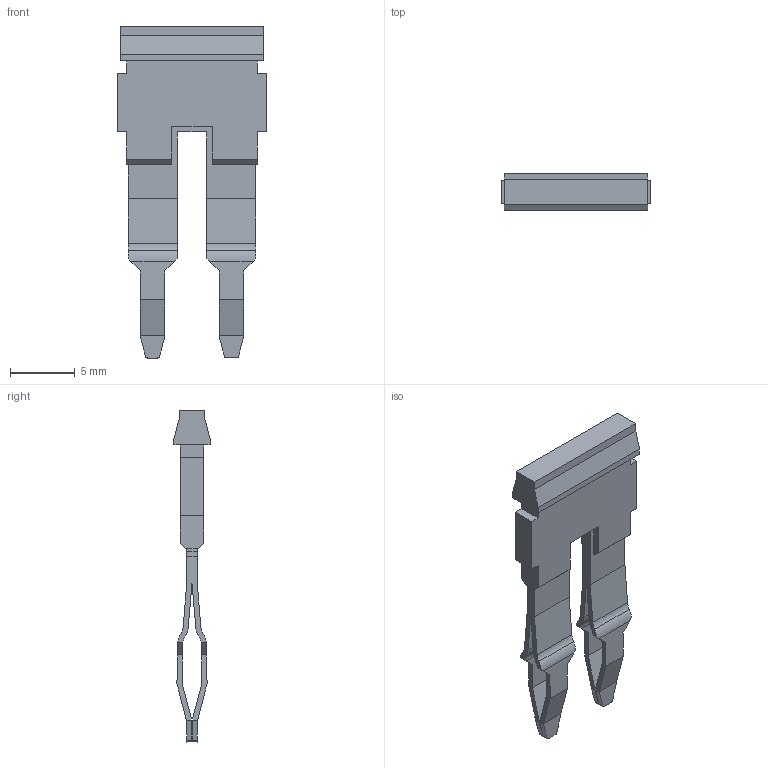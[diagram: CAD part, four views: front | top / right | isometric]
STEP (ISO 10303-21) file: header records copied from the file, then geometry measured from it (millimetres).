
FILE_DESCRIPTION(('CATIA V5R22 STEP214','CAx-IF Rec.Pracs.--- Model Styling and Organization---1.4--- 2014-01-23'),'2;1');
FILE_NAME ('020606-12_0_1758250000_1758250000.stp','2021-05-07T08:01:21+00:00',('none'),('Weidmueller'),'CATIA Version 5-6 Release 2016 SP3 HF44','CATIA V5 STEP AP214','none');
FILE_SCHEMA(('AUTOMOTIVE_DESIGN { 1 0 10303 214 1 1 1 1 }'));
Length unit declared in the file: millimetre
Products named in the file (1): ZQV_4N_2
Bounding box: 11.5 x 2.8 x 25.7 mm (x, y, z)
Volume: 271.1 mm3; surface area: 748.6 mm2
Topology: 2 solids, 3 shells, 137 faces, 410 edges, 280 vertices
Faces by surface type: plane 111, cylinder 26
Entity records: 4679 total; most frequent: CARTESIAN_POINT 1098, ORIENTED_EDGE 820, DIRECTION 600, EDGE_CURVE 410, VECTOR 334, LINE 334, VERTEX_POINT 280, AXIS2_PLACEMENT_3D 152
